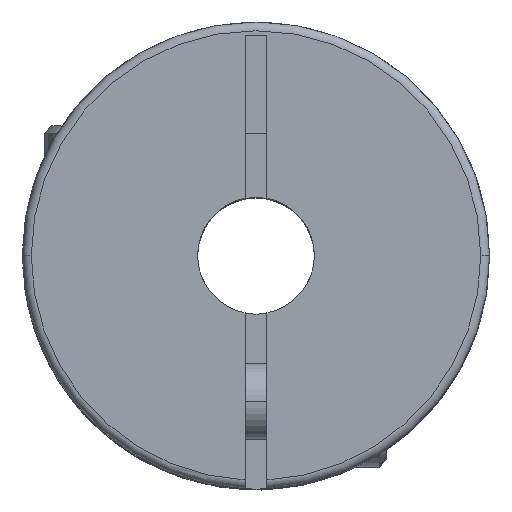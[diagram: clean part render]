
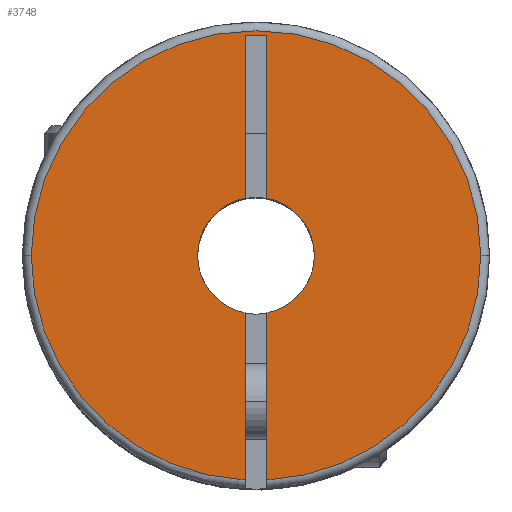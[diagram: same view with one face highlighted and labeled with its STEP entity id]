
A CAD part, top view. The second image highlights one B-rep face of the part: STEP entity #3748.
In plain terms, the highlighted planar face has unit normal (0, 0, 1).
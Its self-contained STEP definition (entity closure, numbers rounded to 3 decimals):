
#7 = VERTEX_POINT ( 'NONE', #2345 ) ;
#31 = ORIENTED_EDGE ( 'NONE', *, *, #1338, .F. ) ;
#35 = AXIS2_PLACEMENT_3D ( 'NONE', #3953, #1375, #1970 ) ;
#103 = VERTEX_POINT ( 'NONE', #2453 ) ;
#185 = CARTESIAN_POINT ( 'NONE',  ( 0., 0., 0. ) ) ;
#186 = ORIENTED_EDGE ( 'NONE', *, *, #3753, .T. ) ;
#206 = DIRECTION ( 'NONE',  ( 0., 0., -1. ) ) ;
#216 = CARTESIAN_POINT ( 'NONE',  ( 0.375, -8., 0. ) ) ;
#221 = ORIENTED_EDGE ( 'NONE', *, *, #817, .F. ) ;
#224 = LINE ( 'NONE', #569, #329 ) ;
#329 = VECTOR ( 'NONE', #1217, 1000. ) ;
#371 = CARTESIAN_POINT ( 'NONE',  ( 0., 0., 0. ) ) ;
#460 = ORIENTED_EDGE ( 'NONE', *, *, #1026, .T. ) ;
#485 = EDGE_CURVE ( 'NONE', #3650, #3686, #1822, .T. ) ;
#535 = DIRECTION ( 'NONE',  ( -1., 0., 0. ) ) ;
#569 = CARTESIAN_POINT ( 'NONE',  ( 0.375, -8., 0. ) ) ;
#629 = DIRECTION ( 'NONE',  ( 0., 0., -1. ) ) ;
#653 = DIRECTION ( 'NONE',  ( 0., -1., 0. ) ) ;
#657 = CIRCLE ( 'NONE', #4184, 7.7 ) ;
#661 = CIRCLE ( 'NONE', #2908, 2. ) ;
#755 = DIRECTION ( 'NONE',  ( -1., 0., 0. ) ) ;
#763 = ORIENTED_EDGE ( 'NONE', *, *, #2239, .F. ) ;
#776 = VECTOR ( 'NONE', #653, 1000. ) ;
#807 = DIRECTION ( 'NONE',  ( -1., 0., 0. ) ) ;
#817 = EDGE_CURVE ( 'NONE', #3500, #3468, #224, .T. ) ;
#828 = CARTESIAN_POINT ( 'NONE',  ( 0.375, -1.965, 0. ) ) ;
#870 = AXIS2_PLACEMENT_3D ( 'NONE', #2755, #3110, #535 ) ;
#882 = ORIENTED_EDGE ( 'NONE', *, *, #2074, .F. ) ;
#974 = CARTESIAN_POINT ( 'NONE',  ( -0.375, 7.55, 0. ) ) ;
#1026 = EDGE_CURVE ( 'NONE', #1135, #1037, #3511, .T. ) ;
#1035 = DIRECTION ( 'NONE',  ( 0., -1., 0. ) ) ;
#1037 = VERTEX_POINT ( 'NONE', #1695 ) ;
#1056 = DIRECTION ( 'NONE',  ( 0., 0., -1. ) ) ;
#1123 = FACE_OUTER_BOUND ( 'NONE', #3449, .T. ) ;
#1135 = VERTEX_POINT ( 'NONE', #4126 ) ;
#1162 = CARTESIAN_POINT ( 'NONE',  ( 0.375, 7.55, 0. ) ) ;
#1184 = DIRECTION ( 'NONE',  ( 0., 0., -1. ) ) ;
#1190 = AXIS2_PLACEMENT_3D ( 'NONE', #371, #629, #2607 ) ;
#1217 = DIRECTION ( 'NONE',  ( 0., 1., 0. ) ) ;
#1328 = CIRCLE ( 'NONE', #3841, 7.7 ) ;
#1338 = EDGE_CURVE ( 'NONE', #103, #4076, #1851, .T. ) ;
#1375 = DIRECTION ( 'NONE',  ( 0., 0., -1. ) ) ;
#1466 = VECTOR ( 'NONE', #2752, 1000. ) ;
#1474 = ORIENTED_EDGE ( 'NONE', *, *, #485, .F. ) ;
#1494 = DIRECTION ( 'NONE',  ( -1., 0., 0. ) ) ;
#1660 = CIRCLE ( 'NONE', #1190, 2. ) ;
#1695 = CARTESIAN_POINT ( 'NONE',  ( -0.375, 1.965, 0. ) ) ;
#1746 = DIRECTION ( 'NONE',  ( 0., 1., 0. ) ) ;
#1794 = PLANE ( 'NONE',  #3848 ) ;
#1822 = LINE ( 'NONE', #216, #2249 ) ;
#1851 = CIRCLE ( 'NONE', #35, 7.7 ) ;
#1877 = EDGE_CURVE ( 'NONE', #7, #1135, #1660, .T. ) ;
#1941 = CARTESIAN_POINT ( 'NONE',  ( 0.375, 7.55, 0. ) ) ;
#1970 = DIRECTION ( 'NONE',  ( -1., 0., 0. ) ) ;
#2074 = EDGE_CURVE ( 'NONE', #3868, #1037, #3949, .T. ) ;
#2239 = EDGE_CURVE ( 'NONE', #3543, #103, #657, .T. ) ;
#2249 = VECTOR ( 'NONE', #1746, 1000. ) ;
#2300 = LINE ( 'NONE', #2320, #776 ) ;
#2320 = CARTESIAN_POINT ( 'NONE',  ( -0.375, 7.55, 0. ) ) ;
#2345 = CARTESIAN_POINT ( 'NONE',  ( -0.375, -1.965, 0. ) ) ;
#2348 = CARTESIAN_POINT ( 'NONE',  ( 0., 0., 0. ) ) ;
#2453 = CARTESIAN_POINT ( 'NONE',  ( -7.7, 0., 0. ) ) ;
#2488 = CARTESIAN_POINT ( 'NONE',  ( 0., 0., 0. ) ) ;
#2546 = EDGE_CURVE ( 'NONE', #7, #3543, #2300, .T. ) ;
#2607 = DIRECTION ( 'NONE',  ( -1., 0., 0. ) ) ;
#2667 = ORIENTED_EDGE ( 'NONE', *, *, #2546, .F. ) ;
#2742 = CARTESIAN_POINT ( 'NONE',  ( 7.7, 0., 0. ) ) ;
#2752 = DIRECTION ( 'NONE',  ( -1., 0., 0. ) ) ;
#2755 = CARTESIAN_POINT ( 'NONE',  ( 0., 0., 0. ) ) ;
#2814 = ORIENTED_EDGE ( 'NONE', *, *, #1877, .T. ) ;
#2815 = CARTESIAN_POINT ( 'NONE',  ( 0., 0., 0. ) ) ;
#2908 = AXIS2_PLACEMENT_3D ( 'NONE', #2488, #3779, #807 ) ;
#2944 = CARTESIAN_POINT ( 'NONE',  ( 0.375, 1.965, 0. ) ) ;
#2963 = CARTESIAN_POINT ( 'NONE',  ( 0.375, -7.691, 0. ) ) ;
#3004 = CARTESIAN_POINT ( 'NONE',  ( -0.375, 7.55, 0. ) ) ;
#3110 = DIRECTION ( 'NONE',  ( 0., 0., -1. ) ) ;
#3129 = LINE ( 'NONE', #1162, #1466 ) ;
#3415 = DIRECTION ( 'NONE',  ( 0., -1., 0. ) ) ;
#3449 = EDGE_LOOP ( 'NONE', ( #763, #2667, #2814, #460, #882, #4000, #221, #186, #1474, #3714, #31 ) ) ;
#3468 = VERTEX_POINT ( 'NONE', #1941 ) ;
#3500 = VERTEX_POINT ( 'NONE', #2944 ) ;
#3511 = CIRCLE ( 'NONE', #870, 2. ) ;
#3543 = VERTEX_POINT ( 'NONE', #3820 ) ;
#3645 = VECTOR ( 'NONE', #1035, 1000. ) ;
#3650 = VERTEX_POINT ( 'NONE', #2963 ) ;
#3686 = VERTEX_POINT ( 'NONE', #828 ) ;
#3699 = EDGE_CURVE ( 'NONE', #3468, #3868, #3129, .T. ) ;
#3714 = ORIENTED_EDGE ( 'NONE', *, *, #3998, .F. ) ;
#3748 = ADVANCED_FACE ( 'NONE', ( #1123 ), #1794, .F. ) ;
#3753 = EDGE_CURVE ( 'NONE', #3500, #3686, #661, .T. ) ;
#3779 = DIRECTION ( 'NONE',  ( 0., 0., -1. ) ) ;
#3820 = CARTESIAN_POINT ( 'NONE',  ( -0.375, -7.691, 0. ) ) ;
#3841 = AXIS2_PLACEMENT_3D ( 'NONE', #2348, #1056, #755 ) ;
#3848 = AXIS2_PLACEMENT_3D ( 'NONE', #2815, #1184, #3415 ) ;
#3868 = VERTEX_POINT ( 'NONE', #974 ) ;
#3949 = LINE ( 'NONE', #3004, #3645 ) ;
#3953 = CARTESIAN_POINT ( 'NONE',  ( 0., 0., 0. ) ) ;
#3998 = EDGE_CURVE ( 'NONE', #4076, #3650, #1328, .T. ) ;
#4000 = ORIENTED_EDGE ( 'NONE', *, *, #3699, .F. ) ;
#4076 = VERTEX_POINT ( 'NONE', #2742 ) ;
#4126 = CARTESIAN_POINT ( 'NONE',  ( -2., 0., 0. ) ) ;
#4184 = AXIS2_PLACEMENT_3D ( 'NONE', #185, #206, #1494 ) ;
